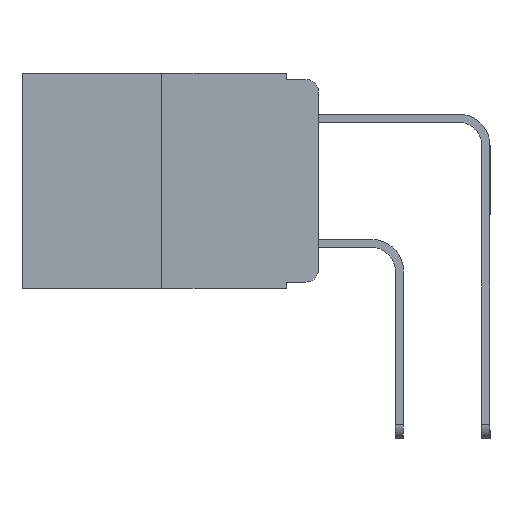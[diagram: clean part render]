
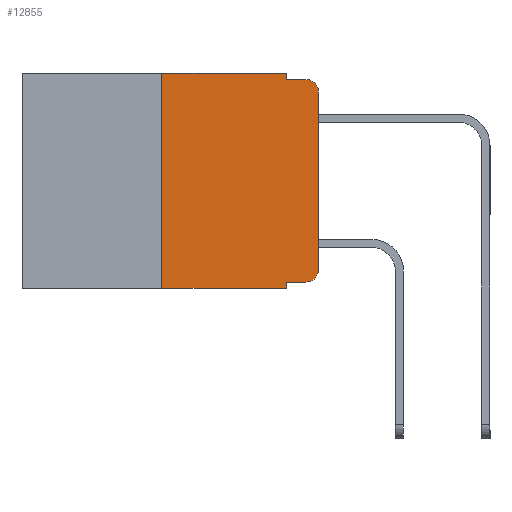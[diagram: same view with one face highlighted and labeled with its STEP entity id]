
A CAD part, left-side view. The second image highlights one B-rep face of the part: STEP entity #12855.
In plain terms, the highlighted planar face has unit normal (-1, 0, 0).
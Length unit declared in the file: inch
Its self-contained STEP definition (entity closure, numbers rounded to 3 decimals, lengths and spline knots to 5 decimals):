
#105 = DIRECTION ( 'NONE',  ( 0., -1., 0. ) ) ;
#785 = CARTESIAN_POINT ( 'NONE',  ( 0., 0.02, -0.333 ) ) ;
#926 = DIRECTION ( 'NONE',  ( 0., -1., 0. ) ) ;
#945 = DIRECTION ( 'NONE',  ( 0., 0., -1. ) ) ;
#964 = DIRECTION ( 'NONE',  ( 0., -1., 0. ) ) ;
#1252 = CARTESIAN_POINT ( 'NONE',  ( 0., 0.051, -0.333 ) ) ;
#1269 = VECTOR ( 'NONE', #11327, 39.37008 ) ;
#1565 = CIRCLE ( 'NONE', #6921, 0.02 ) ;
#1640 = VECTOR ( 'NONE', #3703, 39.37008 ) ;
#1709 = EDGE_CURVE ( 'NONE', #7356, #3755, #13772, .T. ) ;
#1904 = VERTEX_POINT ( 'NONE', #4389 ) ;
#2070 = ORIENTED_EDGE ( 'NONE', *, *, #8956, .F. ) ;
#2160 = VERTEX_POINT ( 'NONE', #6052 ) ;
#2302 = CARTESIAN_POINT ( 'NONE',  ( 0., 0.25, 0. ) ) ;
#2445 = VERTEX_POINT ( 'NONE', #3138 ) ;
#2610 = ORIENTED_EDGE ( 'NONE', *, *, #7535, .F. ) ;
#2885 = CARTESIAN_POINT ( 'NONE',  ( 0., 0., -0.03 ) ) ;
#2907 = DIRECTION ( 'NONE',  ( -1., 0., 0. ) ) ;
#3000 = EDGE_LOOP ( 'NONE', ( #10306, #3305, #2070, #2610, #9178, #4750, #13527, #11825, #4762, #3369 ) ) ;
#3138 = CARTESIAN_POINT ( 'NONE',  ( 0., 0.051, -0.333 ) ) ;
#3305 = ORIENTED_EDGE ( 'NONE', *, *, #10989, .T. ) ;
#3324 = CARTESIAN_POINT ( 'NONE',  ( 0., 0.051, 0. ) ) ;
#3369 = ORIENTED_EDGE ( 'NONE', *, *, #9379, .T. ) ;
#3703 = DIRECTION ( 'NONE',  ( 0., 0., 1. ) ) ;
#3755 = VERTEX_POINT ( 'NONE', #7590 ) ;
#3796 = CARTESIAN_POINT ( 'NONE',  ( 0., 0.473, 0. ) ) ;
#3922 = CARTESIAN_POINT ( 'NONE',  ( 0., 0.051, 0. ) ) ;
#4200 = VERTEX_POINT ( 'NONE', #4966 ) ;
#4366 = LINE ( 'NONE', #3922, #1269 ) ;
#4389 = CARTESIAN_POINT ( 'NONE',  ( 0., 0.25, -0.343 ) ) ;
#4582 = AXIS2_PLACEMENT_3D ( 'NONE', #12606, #13656, #7588 ) ;
#4623 = EDGE_CURVE ( 'NONE', #1904, #7356, #13388, .T. ) ;
#4744 = VECTOR ( 'NONE', #105, 39.37008 ) ;
#4750 = ORIENTED_EDGE ( 'NONE', *, *, #4623, .F. ) ;
#4762 = ORIENTED_EDGE ( 'NONE', *, *, #6120, .T. ) ;
#4966 = CARTESIAN_POINT ( 'NONE',  ( 0., 0.051, -0.01 ) ) ;
#5114 = LINE ( 'NONE', #1252, #4744 ) ;
#5516 = CARTESIAN_POINT ( 'NONE',  ( 0., 0.473, -0.343 ) ) ;
#5650 = CIRCLE ( 'NONE', #9319, 0.02 ) ;
#5850 = CARTESIAN_POINT ( 'NONE',  ( 0., 0.02, -0.03 ) ) ;
#6052 = CARTESIAN_POINT ( 'NONE',  ( 0., 0.02, -0.01 ) ) ;
#6120 = EDGE_CURVE ( 'NONE', #2445, #7078, #5114, .T. ) ;
#6919 = DIRECTION ( 'NONE',  ( 0., 0., -1. ) ) ;
#6921 = AXIS2_PLACEMENT_3D ( 'NONE', #9436, #2907, #10463 ) ;
#7044 = CARTESIAN_POINT ( 'NONE',  ( 0., 0., 0. ) ) ;
#7078 = VERTEX_POINT ( 'NONE', #785 ) ;
#7356 = VERTEX_POINT ( 'NONE', #12025 ) ;
#7508 = VERTEX_POINT ( 'NONE', #9214 ) ;
#7535 = EDGE_CURVE ( 'NONE', #3755, #4200, #4366, .T. ) ;
#7588 = DIRECTION ( 'NONE',  ( 0., 0., -1. ) ) ;
#7590 = CARTESIAN_POINT ( 'NONE',  ( 0., 0.051, 0. ) ) ;
#8008 = VECTOR ( 'NONE', #12342, 39.37008 ) ;
#8279 = LINE ( 'NONE', #7044, #1640 ) ;
#8322 = VERTEX_POINT ( 'NONE', #2885 ) ;
#8446 = VECTOR ( 'NONE', #10840, 39.37008 ) ;
#8789 = CARTESIAN_POINT ( 'NONE',  ( 0., 0.051, -0.01 ) ) ;
#8956 = EDGE_CURVE ( 'NONE', #4200, #2160, #10309, .T. ) ;
#9061 = VECTOR ( 'NONE', #926, 39.37008 ) ;
#9178 = ORIENTED_EDGE ( 'NONE', *, *, #1709, .F. ) ;
#9214 = CARTESIAN_POINT ( 'NONE',  ( 0., 0., -0.313 ) ) ;
#9319 = AXIS2_PLACEMENT_3D ( 'NONE', #5850, #13021, #6919 ) ;
#9379 = EDGE_CURVE ( 'NONE', #7078, #7508, #1565, .T. ) ;
#9436 = CARTESIAN_POINT ( 'NONE',  ( 0., 0.02, -0.313 ) ) ;
#9558 = FACE_OUTER_BOUND ( 'NONE', #3000, .T. ) ;
#9629 = EDGE_CURVE ( 'NONE', #2445, #12281, #10127, .T. ) ;
#9808 = VECTOR ( 'NONE', #945, 39.37008 ) ;
#10127 = LINE ( 'NONE', #3324, #9808 ) ;
#10306 = ORIENTED_EDGE ( 'NONE', *, *, #12563, .T. ) ;
#10309 = LINE ( 'NONE', #8789, #12638 ) ;
#10463 = DIRECTION ( 'NONE',  ( 0., 0., -1. ) ) ;
#10840 = DIRECTION ( 'NONE',  ( 0., -1., 0. ) ) ;
#10989 = EDGE_CURVE ( 'NONE', #8322, #2160, #5650, .T. ) ;
#11327 = DIRECTION ( 'NONE',  ( 0., 0., -1. ) ) ;
#11667 = PLANE ( 'NONE',  #4582 ) ;
#11730 = CARTESIAN_POINT ( 'NONE',  ( 0., 0.051, -0.343 ) ) ;
#11748 = LINE ( 'NONE', #5516, #9061 ) ;
#11825 = ORIENTED_EDGE ( 'NONE', *, *, #9629, .F. ) ;
#12025 = CARTESIAN_POINT ( 'NONE',  ( 0., 0.25, 0. ) ) ;
#12281 = VERTEX_POINT ( 'NONE', #11730 ) ;
#12342 = DIRECTION ( 'NONE',  ( 0., 0., 1. ) ) ;
#12563 = EDGE_CURVE ( 'NONE', #7508, #8322, #8279, .T. ) ;
#12606 = CARTESIAN_POINT ( 'NONE',  ( 0., 0.473, 0. ) ) ;
#12638 = VECTOR ( 'NONE', #964, 39.37008 ) ;
#12855 = ADVANCED_FACE ( 'NONE', ( #9558 ), #11667, .F. ) ;
#13021 = DIRECTION ( 'NONE',  ( -1., 0., 0. ) ) ;
#13388 = LINE ( 'NONE', #2302, #8008 ) ;
#13527 = ORIENTED_EDGE ( 'NONE', *, *, #13563, .T. ) ;
#13563 = EDGE_CURVE ( 'NONE', #1904, #12281, #11748, .T. ) ;
#13656 = DIRECTION ( 'NONE',  ( 1., 0., 0. ) ) ;
#13772 = LINE ( 'NONE', #3796, #8446 ) ;
